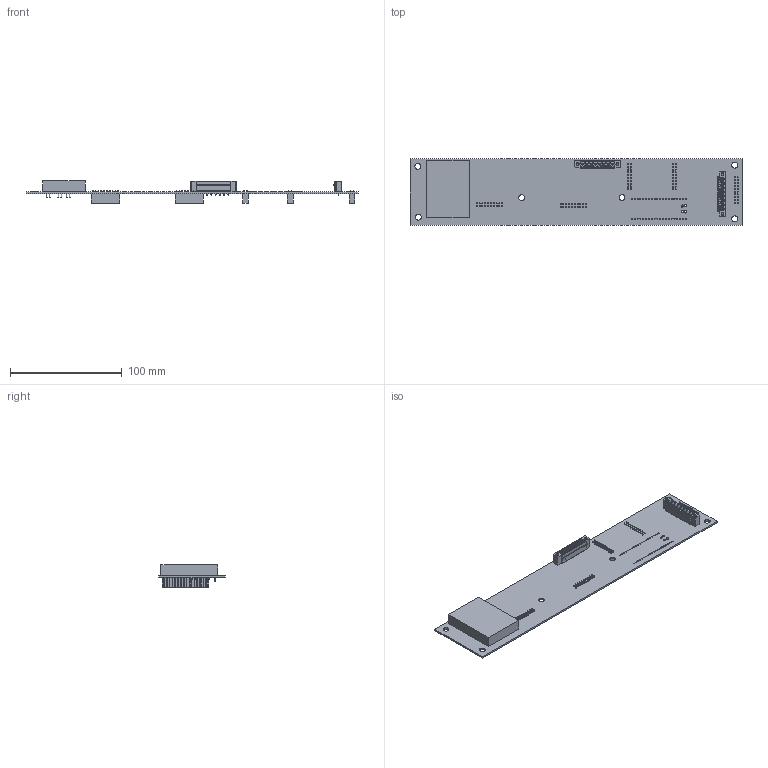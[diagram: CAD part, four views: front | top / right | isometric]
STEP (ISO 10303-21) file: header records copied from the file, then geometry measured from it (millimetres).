
FILE_DESCRIPTION(('KiCad electronic assembly'),'2;1');
FILE_NAME('ControlBoard.step','2026-01-22T11:37:11',('Pcbnew'),('Kicad') ,'Open CASCADE STEP processor 7.9','KiCad to STEP converter','Unknown' );
FILE_SCHEMA(('AUTOMOTIVE_DESIGN { 1 0 10303 214 1 1 1 1 }'));
Length unit declared in the file: millimetre
Products named in the file (8): ControlBoard 1; TBP02R2W-381-08BE; Pico; NSD15-12S12; Body; Leads; PinSocket_2x10_P2.54mm_Vertical; ControlBoard_PCB
Assembly tree (12 placements, depth 3):
  ControlBoard 1
    TBP02R2W-381-08BE  x2
    Pico
    NSD15-12S12
      Body
      Leads
    PinSocket_2x10_P2.54mm_Vertical  x5
    ControlBoard_PCB
Bounding box: 297.5 x 60 x 20.1 mm (x, y, z)
Volume: 54016.6 mm3; surface area: 55034.2 mm2
Topology: 15 solids, 15 shells, 3702 faces, 9684 edges, 6280 vertices
Faces by surface type: plane 3232, cylinder 450, cone 12, bspline 8
Full cylindrical faces by diameter (mm): 1 x146, 1.2 x6, 1.4 x16, 1.85 x2, 2.2 x2, 5.3 x6
Entity records: 48169 total; most frequent: CARTESIAN_POINT 10723, ORIENTED_EDGE 6090, DIRECTION 5645, EDGE_CURVE 3045, LINE 2389, VECTOR 2389, VERTEX_POINT 1982, AXIS2_PLACEMENT_3D 1628
